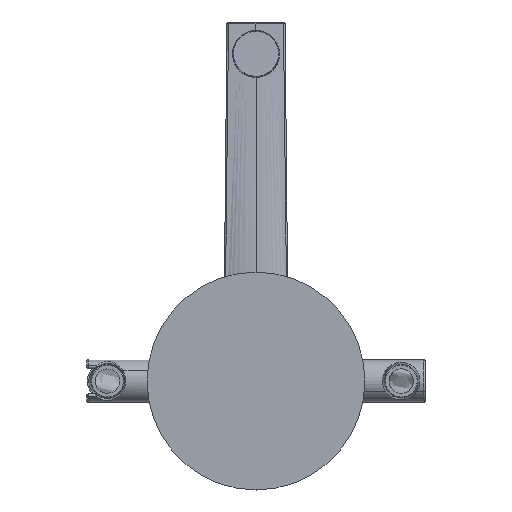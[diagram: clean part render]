
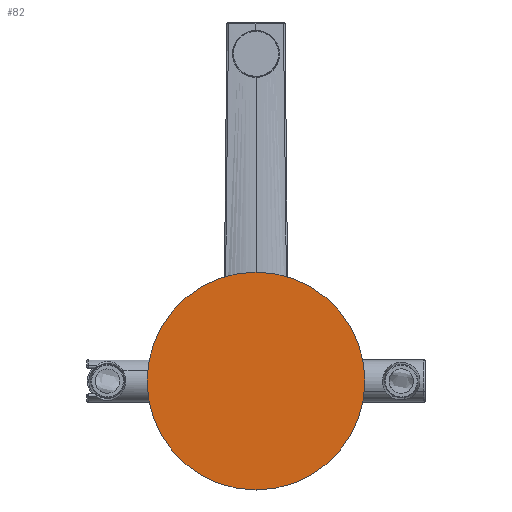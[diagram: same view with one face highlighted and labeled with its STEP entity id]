
A CAD part, front view. The second image highlights one B-rep face of the part: STEP entity #82.
In plain terms, the highlighted planar face has unit normal (0, -1, 0).
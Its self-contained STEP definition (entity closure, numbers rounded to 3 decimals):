
#25 = DIRECTION ( 'NONE',  ( 0., 0., -1. ) ) ;
#82 = ADVANCED_FACE ( 'NONE', ( #1551 ), #2936, .T. ) ;
#138 = AXIS2_PLACEMENT_3D ( 'NONE', #4218, #4174, #4043 ) ;
#1551 = FACE_OUTER_BOUND ( 'NONE', #6706, .T. ) ;
#2863 = CIRCLE ( 'NONE', #6461, 67.5 ) ;
#2915 = CARTESIAN_POINT ( 'NONE',  ( 0., -772.5, 0. ) ) ;
#2918 = DIRECTION ( 'NONE',  ( 0., -1., 0. ) ) ;
#2936 = PLANE ( 'NONE',  #7505 ) ;
#2988 = DIRECTION ( 'NONE',  ( 1., 0., 0. ) ) ;
#3292 = EDGE_CURVE ( 'NONE', #11733, #5027, #5437, .T. ) ;
#3602 = CARTESIAN_POINT ( 'NONE',  ( -67.5, -772.5, 0. ) ) ;
#4043 = DIRECTION ( 'NONE',  ( 0., 0., -1. ) ) ;
#4174 = DIRECTION ( 'NONE',  ( 0., -1., 0. ) ) ;
#4218 = CARTESIAN_POINT ( 'NONE',  ( 0., -772.5, 0. ) ) ;
#4401 = ORIENTED_EDGE ( 'NONE', *, *, #6320, .T. ) ;
#5027 = VERTEX_POINT ( 'NONE', #3602 ) ;
#5437 = CIRCLE ( 'NONE', #138, 67.5 ) ;
#6103 = DIRECTION ( 'NONE',  ( 0., -1., 0. ) ) ;
#6320 = EDGE_CURVE ( 'NONE', #5027, #11733, #2863, .T. ) ;
#6461 = AXIS2_PLACEMENT_3D ( 'NONE', #12042, #6103, #25 ) ;
#6706 = EDGE_LOOP ( 'NONE', ( #4401, #7059 ) ) ;
#7059 = ORIENTED_EDGE ( 'NONE', *, *, #3292, .T. ) ;
#7505 = AXIS2_PLACEMENT_3D ( 'NONE', #2915, #2918, #2988 ) ;
#10477 = CARTESIAN_POINT ( 'NONE',  ( 67.5, -772.5, 0. ) ) ;
#11733 = VERTEX_POINT ( 'NONE', #10477 ) ;
#12042 = CARTESIAN_POINT ( 'NONE',  ( 0., -772.5, 0. ) ) ;
